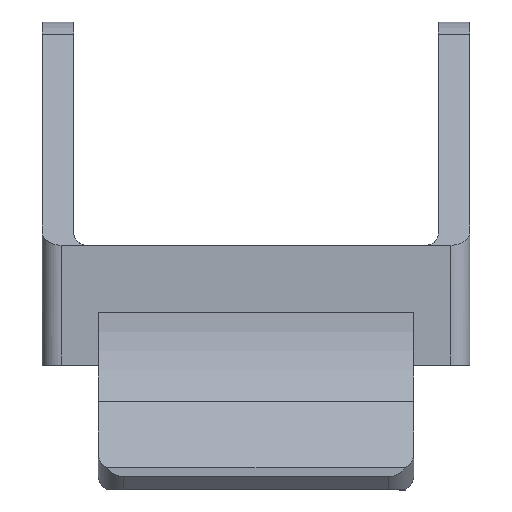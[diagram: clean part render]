
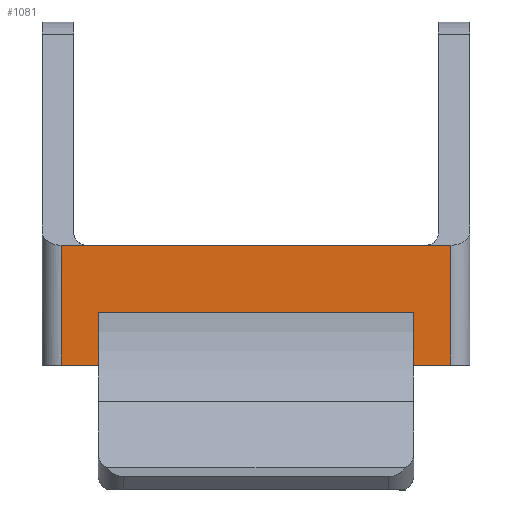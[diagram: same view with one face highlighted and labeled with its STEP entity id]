
A CAD part, left-side view. The second image highlights one B-rep face of the part: STEP entity #1081.
In plain terms, the highlighted planar face has unit normal (-1, 0, 0).
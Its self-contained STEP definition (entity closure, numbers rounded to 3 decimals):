
#945=FACE_OUTER_BOUND('',#1426,.T.);
#1081=ADVANCED_FACE('',(#945),#1197,.F.);
#1197=PLANE('',#3681);
#1426=EDGE_LOOP('',(#1843,#1844,#1845,#1846,#1847,#1848,#1849,#1850,#1851,
#1852));
#1843=ORIENTED_EDGE('',*,*,#2651,.F.);
#1844=ORIENTED_EDGE('',*,*,#2653,.F.);
#1845=ORIENTED_EDGE('',*,*,#2615,.F.);
#1846=ORIENTED_EDGE('',*,*,#2674,.F.);
#1847=ORIENTED_EDGE('',*,*,#2677,.F.);
#1848=ORIENTED_EDGE('',*,*,#2687,.F.);
#1849=ORIENTED_EDGE('',*,*,#2627,.F.);
#1850=ORIENTED_EDGE('',*,*,#2693,.F.);
#1851=ORIENTED_EDGE('',*,*,#2695,.F.);
#1852=ORIENTED_EDGE('',*,*,#2699,.F.);
#2371=VERTEX_POINT('',#4723);
#2372=VERTEX_POINT('',#4725);
#2380=VERTEX_POINT('',#4747);
#2381=VERTEX_POINT('',#4749);
#2397=VERTEX_POINT('',#4808);
#2398=VERTEX_POINT('',#4810);
#2411=VERTEX_POINT('',#4887);
#2413=VERTEX_POINT('',#4893);
#2418=VERTEX_POINT('',#4945);
#2419=VERTEX_POINT('',#4962);
#2615=EDGE_CURVE('',#2371,#2372,#2947,.T.);
#2627=EDGE_CURVE('',#2380,#2381,#2954,.T.);
#2651=EDGE_CURVE('',#2397,#2398,#2966,.T.);
#2653=EDGE_CURVE('',#2372,#2397,#2967,.T.);
#2674=EDGE_CURVE('',#2411,#2371,#2980,.T.);
#2677=EDGE_CURVE('',#2413,#2411,#2982,.T.);
#2687=EDGE_CURVE('',#2381,#2413,#2989,.T.);
#2693=EDGE_CURVE('',#2418,#2380,#2994,.T.);
#2695=EDGE_CURVE('',#2419,#2418,#2995,.T.);
#2699=EDGE_CURVE('',#2398,#2419,#2997,.T.);
#2947=LINE('',#4724,#3227);
#2954=LINE('',#4748,#3234);
#2966=LINE('',#4809,#3246);
#2967=LINE('',#4826,#3247);
#2980=LINE('',#4888,#3260);
#2982=LINE('',#4894,#3262);
#2989=LINE('',#4928,#3269);
#2994=LINE('',#4946,#3274);
#2995=LINE('',#4963,#3275);
#2997=LINE('',#4978,#3277);
#3227=VECTOR('',#3908,1.);
#3234=VECTOR('',#3931,1.);
#3246=VECTOR('',#3979,1.);
#3247=VECTOR('',#3982,1.);
#3260=VECTOR('',#4019,1.);
#3262=VECTOR('',#4025,1.);
#3269=VECTOR('',#4046,1.);
#3274=VECTOR('',#4063,1.);
#3275=VECTOR('',#4066,1.);
#3277=VECTOR('',#4076,1.);
#3681=AXIS2_PLACEMENT_3D('',#4980,#4079,#4080);
#3908=DIRECTION('',(0.,1.,0.));
#3931=DIRECTION('',(0.,1.,0.));
#3979=DIRECTION('',(0.,-1.,0.));
#3982=DIRECTION('',(0.,0.,1.));
#4019=DIRECTION('',(0.,0.,-1.));
#4025=DIRECTION('',(0.,1.,0.));
#4046=DIRECTION('',(0.,0.,1.));
#4063=DIRECTION('',(0.,0.,-1.));
#4066=DIRECTION('',(0.,-1.,0.));
#4076=DIRECTION('',(0.,-1.,0.));
#4079=DIRECTION('',(1.,0.,0.));
#4080=DIRECTION('',(0.,0.,-1.));
#4723=CARTESIAN_POINT('',(-27.2,12.5,-21.7));
#4724=CARTESIAN_POINT('',(-27.2,12.5,-21.7));
#4725=CARTESIAN_POINT('',(-27.2,15.45,-21.7));
#4747=CARTESIAN_POINT('',(-27.2,-15.45,-21.7));
#4748=CARTESIAN_POINT('',(-27.2,-15.45,-21.7));
#4749=CARTESIAN_POINT('',(-27.2,-12.5,-21.7));
#4808=CARTESIAN_POINT('',(-27.2,15.45,-12.2));
#4809=CARTESIAN_POINT('',(-27.2,15.45,-12.2));
#4810=CARTESIAN_POINT('',(-27.2,13.45,-12.2));
#4826=CARTESIAN_POINT('',(-27.2,15.45,-21.7));
#4887=CARTESIAN_POINT('',(-27.2,12.5,-17.522));
#4888=CARTESIAN_POINT('',(-27.2,12.5,-17.522));
#4893=CARTESIAN_POINT('',(-27.2,-12.5,-17.522));
#4894=CARTESIAN_POINT('',(-27.2,-12.5,-17.522));
#4928=CARTESIAN_POINT('',(-27.2,-12.5,-21.7));
#4945=CARTESIAN_POINT('',(-27.2,-15.45,-12.2));
#4946=CARTESIAN_POINT('',(-27.2,-15.45,-12.2));
#4962=CARTESIAN_POINT('',(-27.2,-13.45,-12.2));
#4963=CARTESIAN_POINT('',(-27.2,-13.45,-12.2));
#4978=CARTESIAN_POINT('',(-27.2,13.45,-12.2));
#4980=CARTESIAN_POINT('',(-27.2,-17.05,-10.67));
